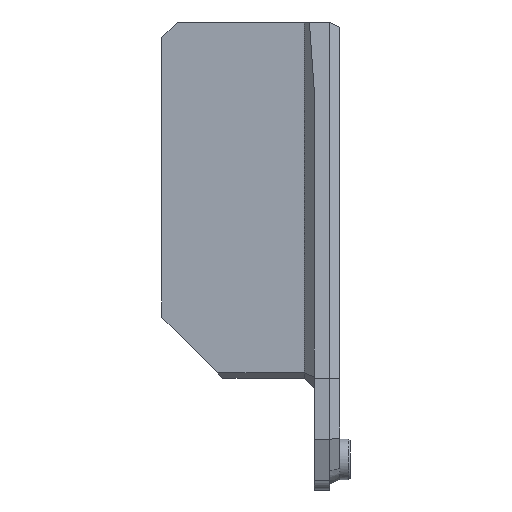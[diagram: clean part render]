
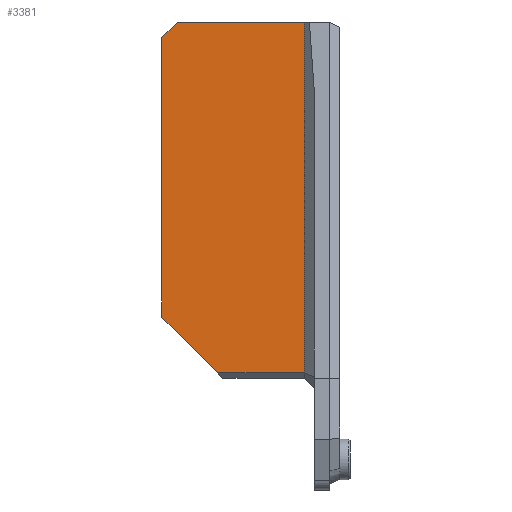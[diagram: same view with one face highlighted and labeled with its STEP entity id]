
A CAD part, left-side view. The second image highlights one B-rep face of the part: STEP entity #3381.
In plain terms, the highlighted planar face has unit normal (-1, 0, 0).
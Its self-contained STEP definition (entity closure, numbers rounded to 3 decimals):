
#170=PLANE('',#3633);
#342=FACE_OUTER_BOUND('',#542,.T.);
#542=EDGE_LOOP('',(#2763,#2764,#2765,#2766,#2767,#2768));
#847=LINE('',#5398,#1225);
#857=LINE('',#5419,#1235);
#859=LINE('',#5423,#1237);
#860=LINE('',#5425,#1238);
#861=LINE('',#5427,#1239);
#862=LINE('',#5428,#1240);
#1225=VECTOR('',#4243,10.);
#1235=VECTOR('',#4261,10.);
#1237=VECTOR('',#4265,10.);
#1238=VECTOR('',#4266,10.);
#1239=VECTOR('',#4267,10.);
#1240=VECTOR('',#4268,10.);
#1663=VERTEX_POINT('',#5390);
#1665=VERTEX_POINT('',#5396);
#1672=VERTEX_POINT('',#5418);
#1673=VERTEX_POINT('',#5422);
#1674=VERTEX_POINT('',#5424);
#1675=VERTEX_POINT('',#5426);
#2062=EDGE_CURVE('',#1665,#1663,#847,.T.);
#2072=EDGE_CURVE('',#1663,#1672,#857,.T.);
#2074=EDGE_CURVE('',#1665,#1673,#859,.T.);
#2075=EDGE_CURVE('',#1674,#1673,#860,.T.);
#2076=EDGE_CURVE('',#1675,#1674,#861,.T.);
#2077=EDGE_CURVE('',#1672,#1675,#862,.T.);
#2763=ORIENTED_EDGE('',*,*,#2062,.F.);
#2764=ORIENTED_EDGE('',*,*,#2074,.T.);
#2765=ORIENTED_EDGE('',*,*,#2075,.F.);
#2766=ORIENTED_EDGE('',*,*,#2076,.F.);
#2767=ORIENTED_EDGE('',*,*,#2077,.F.);
#2768=ORIENTED_EDGE('',*,*,#2072,.F.);
#3381=ADVANCED_FACE('',(#342),#170,.T.);
#3633=AXIS2_PLACEMENT_3D('',#5421,#4263,#4264);
#4243=DIRECTION('',(0.,0.,-1.));
#4261=DIRECTION('',(0.,1.,0.));
#4263=DIRECTION('center_axis',(-1.,0.,0.));
#4264=DIRECTION('ref_axis',(0.,0.,1.));
#4265=DIRECTION('',(0.,1.,0.));
#4266=DIRECTION('',(0.,-0.707,0.707));
#4267=DIRECTION('',(0.,0.,1.));
#4268=DIRECTION('',(0.,0.707,0.707));
#5390=CARTESIAN_POINT('',(-1.5,9.,17.));
#5396=CARTESIAN_POINT('',(-1.5,9.,86.));
#5398=CARTESIAN_POINT('',(-1.5,9.,28.));
#5418=CARTESIAN_POINT('',(-1.5,26.,17.));
#5419=CARTESIAN_POINT('',(-1.5,7.,17.));
#5421=CARTESIAN_POINT('Origin',(-1.5,7.,16.));
#5422=CARTESIAN_POINT('',(-1.5,34.,86.));
#5423=CARTESIAN_POINT('',(-1.5,7.,86.));
#5424=CARTESIAN_POINT('',(-1.5,37.,83.));
#5425=CARTESIAN_POINT('',(-1.5,45.5,74.5));
#5426=CARTESIAN_POINT('',(-1.5,37.,28.));
#5427=CARTESIAN_POINT('',(-1.5,37.,16.));
#5428=CARTESIAN_POINT('',(-1.5,23.5,14.5));
